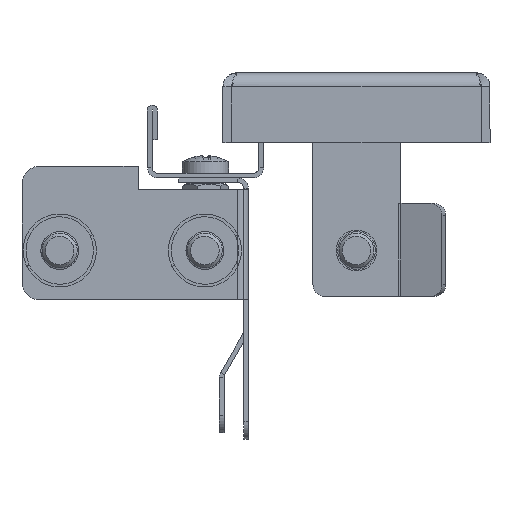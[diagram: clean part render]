
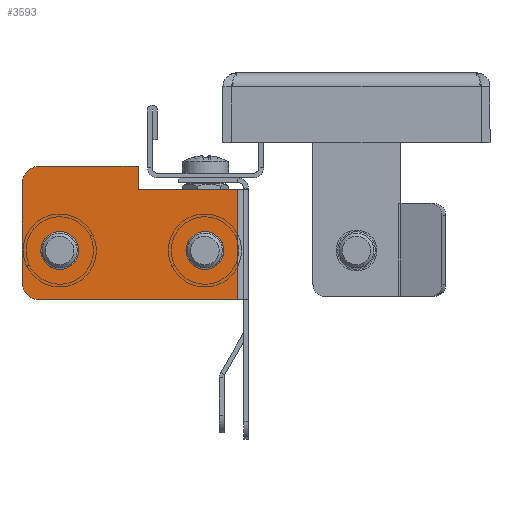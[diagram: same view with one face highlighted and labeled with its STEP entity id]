
A CAD part, left-side view. The second image highlights one B-rep face of the part: STEP entity #3593.
In plain terms, the highlighted planar face has unit normal (-1, 0, 0).
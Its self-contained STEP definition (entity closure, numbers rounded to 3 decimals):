
#127 = CIRCLE ( 'NONE', #47431, 3.25 ) ;
#507 = DIRECTION ( 'NONE',  ( -1., 0., 0. ) ) ;
#970 = FACE_BOUND ( 'NONE', #20197, .T. ) ;
#1251 = CARTESIAN_POINT ( 'NONE',  ( -153., 19.416, -20.1 ) ) ;
#1925 = CARTESIAN_POINT ( 'NONE',  ( -153., 19.416, -16.1 ) ) ;
#2409 = EDGE_LOOP ( 'NONE', ( #13035, #53033 ) ) ;
#2485 = VERTEX_POINT ( 'NONE', #13421 ) ;
#3115 = DIRECTION ( 'NONE',  ( -1., 0., 0. ) ) ;
#3593 = ADVANCED_FACE ( 'NONE', ( #36576, #970, #30126 ), #52702, .T. ) ;
#3611 = DIRECTION ( 'NONE',  ( 0., -1., 0. ) ) ;
#4011 = DIRECTION ( 'NONE',  ( 0., 0., -1. ) ) ;
#4372 = LINE ( 'NONE', #9806, #36056 ) ;
#5094 = DIRECTION ( 'NONE',  ( 0., 0., 1. ) ) ;
#5771 = CARTESIAN_POINT ( 'NONE',  ( -153., 20.416, -39.1 ) ) ;
#6261 = DIRECTION ( 'NONE',  ( -1., 0., 0. ) ) ;
#6652 = VECTOR ( 'NONE', #26379, 1000. ) ;
#7176 = EDGE_CURVE ( 'NONE', #2485, #35009, #53451, .T. ) ;
#8868 = CARTESIAN_POINT ( 'NONE',  ( -153., 37.616, -40.6 ) ) ;
#9806 = CARTESIAN_POINT ( 'NONE',  ( -153., 19.416, -39.1 ) ) ;
#10444 = CARTESIAN_POINT ( 'NONE',  ( -153., 54.616, -19.1 ) ) ;
#10919 = AXIS2_PLACEMENT_3D ( 'NONE', #25312, #507, #29679 ) ;
#12243 = VECTOR ( 'NONE', #4011, 1000. ) ;
#12351 = VERTEX_POINT ( 'NONE', #47966 ) ;
#12597 = EDGE_CURVE ( 'NONE', #35449, #12351, #23278, .T. ) ;
#12871 = CARTESIAN_POINT ( 'NONE',  ( -153., 22.866, -30.6 ) ) ;
#13035 = ORIENTED_EDGE ( 'NONE', *, *, #32397, .F. ) ;
#13421 = CARTESIAN_POINT ( 'NONE',  ( -153., 37.616, -16.1 ) ) ;
#13989 = AXIS2_PLACEMENT_3D ( 'NONE', #10444, #26959, #21859 ) ;
#14461 = AXIS2_PLACEMENT_3D ( 'NONE', #36384, #24119, #53075 ) ;
#14714 = ORIENTED_EDGE ( 'NONE', *, *, #41168, .T. ) ;
#14771 = ORIENTED_EDGE ( 'NONE', *, *, #14981, .F. ) ;
#14801 = CARTESIAN_POINT ( 'NONE',  ( -153., 51.116, -30.6 ) ) ;
#14981 = EDGE_CURVE ( 'NONE', #26761, #19459, #127, .T. ) ;
#15106 = ORIENTED_EDGE ( 'NONE', *, *, #43330, .T. ) ;
#15118 = LINE ( 'NONE', #1251, #6652 ) ;
#15380 = CARTESIAN_POINT ( 'NONE',  ( -153., 51.116, -30.6 ) ) ;
#16442 = AXIS2_PLACEMENT_3D ( 'NONE', #48525, #3115, #24469 ) ;
#16809 = CARTESIAN_POINT ( 'NONE',  ( -153., 29.366, -30.6 ) ) ;
#16824 = EDGE_CURVE ( 'NONE', #35311, #2485, #43661, .T. ) ;
#17339 = EDGE_CURVE ( 'NONE', #35009, #35449, #29846, .T. ) ;
#19459 = VERTEX_POINT ( 'NONE', #22538 ) ;
#20197 = EDGE_LOOP ( 'NONE', ( #14771, #43551 ) ) ;
#20645 = CARTESIAN_POINT ( 'NONE',  ( -153., 20.416, -20.1 ) ) ;
#21859 = DIRECTION ( 'NONE',  ( 0., -1., 0. ) ) ;
#22538 = CARTESIAN_POINT ( 'NONE',  ( -153., 54.366, -30.6 ) ) ;
#22623 = EDGE_LOOP ( 'NONE', ( #45947, #25736, #24599, #52754, #15106, #30401, #14714, #47811 ) ) ;
#23035 = VERTEX_POINT ( 'NONE', #5771 ) ;
#23278 = LINE ( 'NONE', #41433, #12243 ) ;
#23299 = CIRCLE ( 'NONE', #10919, 3. ) ;
#23430 = CARTESIAN_POINT ( 'NONE',  ( -153., 37.616, -20.1 ) ) ;
#24119 = DIRECTION ( 'NONE',  ( -1., 0., 0. ) ) ;
#24469 = DIRECTION ( 'NONE',  ( 0., -1., 0. ) ) ;
#24599 = ORIENTED_EDGE ( 'NONE', *, *, #12597, .T. ) ;
#25312 = CARTESIAN_POINT ( 'NONE',  ( -153., 54.616, -36.1 ) ) ;
#25736 = ORIENTED_EDGE ( 'NONE', *, *, #17339, .T. ) ;
#26379 = DIRECTION ( 'NONE',  ( 0., 1., 0. ) ) ;
#26738 = CARTESIAN_POINT ( 'NONE',  ( -153., 47.866, -30.6 ) ) ;
#26761 = VERTEX_POINT ( 'NONE', #26738 ) ;
#26959 = DIRECTION ( 'NONE',  ( -1., 0., 0. ) ) ;
#28078 = DIRECTION ( 'NONE',  ( 0., 0., 1. ) ) ;
#29546 = EDGE_CURVE ( 'NONE', #12351, #52500, #23299, .T. ) ;
#29679 = DIRECTION ( 'NONE',  ( 0., -1., 0. ) ) ;
#29846 = CIRCLE ( 'NONE', #13989, 3. ) ;
#30126 = FACE_OUTER_BOUND ( 'NONE', #22623, .T. ) ;
#30401 = ORIENTED_EDGE ( 'NONE', *, *, #39550, .T. ) ;
#31544 = VERTEX_POINT ( 'NONE', #16809 ) ;
#31699 = DIRECTION ( 'NONE',  ( 0., -1., 0. ) ) ;
#32173 = CARTESIAN_POINT ( 'NONE',  ( -153., 57.616, -19.1 ) ) ;
#32232 = CARTESIAN_POINT ( 'NONE',  ( -153., 26.116, -30.6 ) ) ;
#32397 = EDGE_CURVE ( 'NONE', #34591, #31544, #50885, .T. ) ;
#32758 = DIRECTION ( 'NONE',  ( -1., 0., 0. ) ) ;
#33397 = EDGE_CURVE ( 'NONE', #19459, #26761, #50726, .T. ) ;
#34591 = VERTEX_POINT ( 'NONE', #12871 ) ;
#34674 = LINE ( 'NONE', #52875, #41818 ) ;
#34970 = EDGE_CURVE ( 'NONE', #31544, #34591, #37698, .T. ) ;
#35009 = VERTEX_POINT ( 'NONE', #45611 ) ;
#35311 = VERTEX_POINT ( 'NONE', #23430 ) ;
#35449 = VERTEX_POINT ( 'NONE', #32173 ) ;
#35842 = DIRECTION ( 'NONE',  ( -1., 0., 0. ) ) ;
#36056 = VECTOR ( 'NONE', #47665, 1000. ) ;
#36384 = CARTESIAN_POINT ( 'NONE',  ( -153., 26.116, -30.6 ) ) ;
#36576 = FACE_BOUND ( 'NONE', #2409, .T. ) ;
#37223 = VECTOR ( 'NONE', #5094, 1000. ) ;
#37698 = CIRCLE ( 'NONE', #14461, 3.25 ) ;
#39550 = EDGE_CURVE ( 'NONE', #23035, #46799, #34674, .T. ) ;
#41168 = EDGE_CURVE ( 'NONE', #46799, #35311, #15118, .T. ) ;
#41433 = CARTESIAN_POINT ( 'NONE',  ( -153., 57.616, -40.6 ) ) ;
#41818 = VECTOR ( 'NONE', #28078, 1000. ) ;
#43330 = EDGE_CURVE ( 'NONE', #52500, #23035, #4372, .T. ) ;
#43551 = ORIENTED_EDGE ( 'NONE', *, *, #33397, .F. ) ;
#43661 = LINE ( 'NONE', #8868, #37223 ) ;
#44340 = CARTESIAN_POINT ( 'NONE',  ( -153., 54.616, -39.1 ) ) ;
#44357 = VECTOR ( 'NONE', #51507, 1000. ) ;
#45611 = CARTESIAN_POINT ( 'NONE',  ( -153., 54.616, -16.1 ) ) ;
#45934 = AXIS2_PLACEMENT_3D ( 'NONE', #32232, #32758, #3611 ) ;
#45947 = ORIENTED_EDGE ( 'NONE', *, *, #7176, .T. ) ;
#46799 = VERTEX_POINT ( 'NONE', #20645 ) ;
#47431 = AXIS2_PLACEMENT_3D ( 'NONE', #15380, #35842, #51961 ) ;
#47665 = DIRECTION ( 'NONE',  ( 0., -1., 0. ) ) ;
#47811 = ORIENTED_EDGE ( 'NONE', *, *, #16824, .T. ) ;
#47966 = CARTESIAN_POINT ( 'NONE',  ( -153., 57.616, -36.1 ) ) ;
#48525 = CARTESIAN_POINT ( 'NONE',  ( -153., 19.416, -40.6 ) ) ;
#49861 = AXIS2_PLACEMENT_3D ( 'NONE', #14801, #6261, #31699 ) ;
#50726 = CIRCLE ( 'NONE', #49861, 3.25 ) ;
#50885 = CIRCLE ( 'NONE', #45934, 3.25 ) ;
#51507 = DIRECTION ( 'NONE',  ( 0., 1., 0. ) ) ;
#51961 = DIRECTION ( 'NONE',  ( 0., -1., 0. ) ) ;
#52500 = VERTEX_POINT ( 'NONE', #44340 ) ;
#52702 = PLANE ( 'NONE',  #16442 ) ;
#52754 = ORIENTED_EDGE ( 'NONE', *, *, #29546, .T. ) ;
#52875 = CARTESIAN_POINT ( 'NONE',  ( -153., 20.416, -40.6 ) ) ;
#53033 = ORIENTED_EDGE ( 'NONE', *, *, #34970, .F. ) ;
#53075 = DIRECTION ( 'NONE',  ( 0., -1., 0. ) ) ;
#53451 = LINE ( 'NONE', #1925, #44357 ) ;
